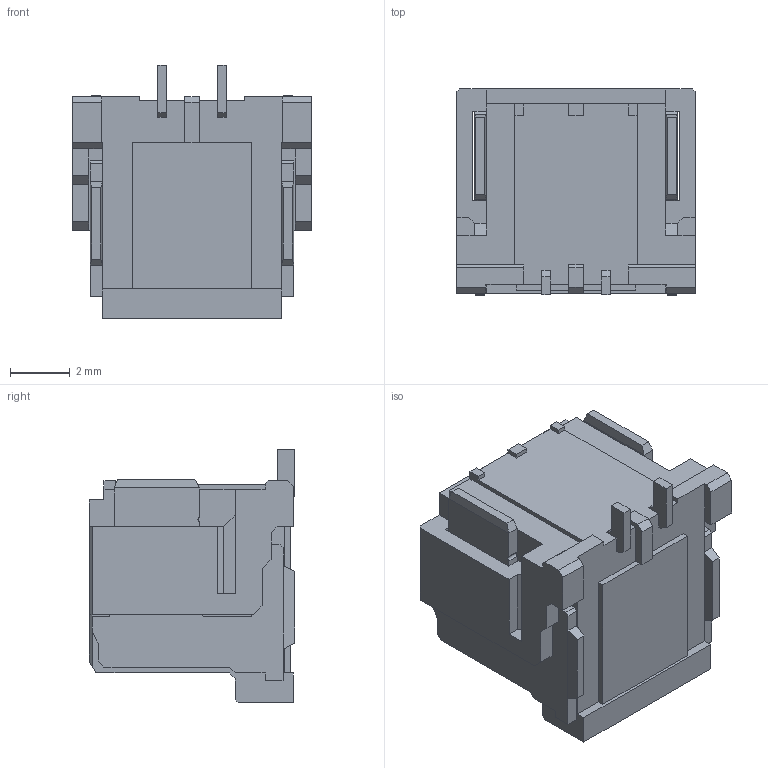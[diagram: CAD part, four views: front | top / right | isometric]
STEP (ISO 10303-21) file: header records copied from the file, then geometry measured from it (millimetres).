
FILE_DESCRIPTION((''),'2;1');
FILE_NAME('5024940270','2016-07-18T',('gsharma'),(''),'PRO/ENGINEER BY PARAMETRIC TECHNOLOGY CORPORATION, 2012310','PRO/ENGINEER BY PARAMETRIC TECHNOLOGY CORPORATION, 2012310','');
FILE_SCHEMA(('CONFIG_CONTROL_DESIGN'));
Length unit declared in the file: millimetre
Products named in the file (1): 5024940270
Bounding box: 8 x 6.9 x 8.5 mm (x, y, z)
Volume: 194.9 mm3; surface area: 557.8 mm2
Topology: 1 solids, 1 shells, 340 faces, 1005 edges, 661 vertices
Faces by surface type: plane 328, cylinder 12
Entity records: 11120 total; most frequent: CARTESIAN_POINT 2004, ORIENTED_EDGE 1972, DIRECTION 1707, EDGE_CURVE 986, VECTOR 977, LINE 977, VERTEX_POINT 642, AXIS2_PLACEMENT_3D 365
